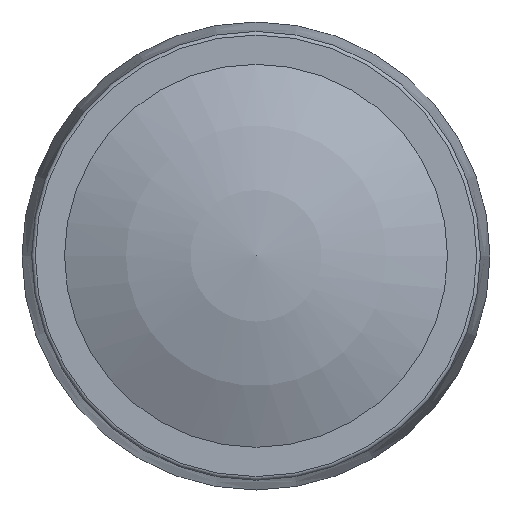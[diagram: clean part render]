
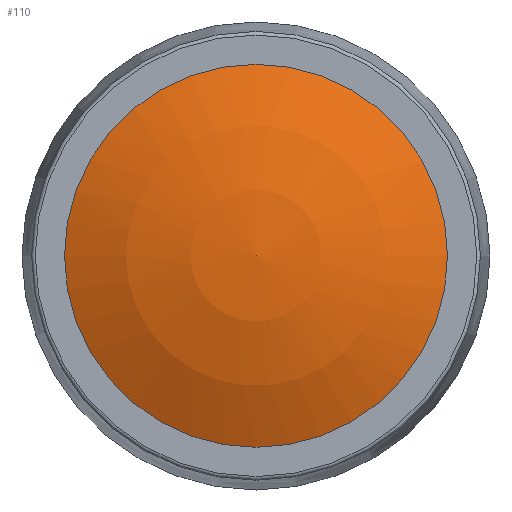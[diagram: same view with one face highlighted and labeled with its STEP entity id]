
A CAD part, top view. The second image highlights one B-rep face of the part: STEP entity #110.
In plain terms, the highlighted spherical face has radius 30 mm.
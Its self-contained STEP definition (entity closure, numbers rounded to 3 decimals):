
#110 = ADVANCED_FACE( '', ( #289 ), #290, .T. );
#289 = FACE_OUTER_BOUND( '', #592, .T. );
#290 = SPHERICAL_SURFACE( '', #593, 30. );
#592 = EDGE_LOOP( '', ( #904 ) );
#593 = AXIS2_PLACEMENT_3D( '', #905, #906, #907 );
#904 = ORIENTED_EDGE( '', *, *, #1383, .T. );
#905 = CARTESIAN_POINT( '', ( 0., 0., -2. ) );
#906 = DIRECTION( '', ( 0., 0., 1. ) );
#907 = DIRECTION( '', ( 0., 1., 0. ) );
#1383 = EDGE_CURVE( '', #1568, #1568, #1569, .T. );
#1568 = VERTEX_POINT( '', #1890 );
#1569 = CIRCLE( '', #1891, 13.077 );
#1890 = CARTESIAN_POINT( '', ( 13.077, 0., 25. ) );
#1891 = AXIS2_PLACEMENT_3D( '', #2313, #2314, #2315 );
#2313 = CARTESIAN_POINT( '', ( 0., 0., 25. ) );
#2314 = DIRECTION( '', ( 0., 0., 1. ) );
#2315 = DIRECTION( '', ( 1., 0., 0. ) );
